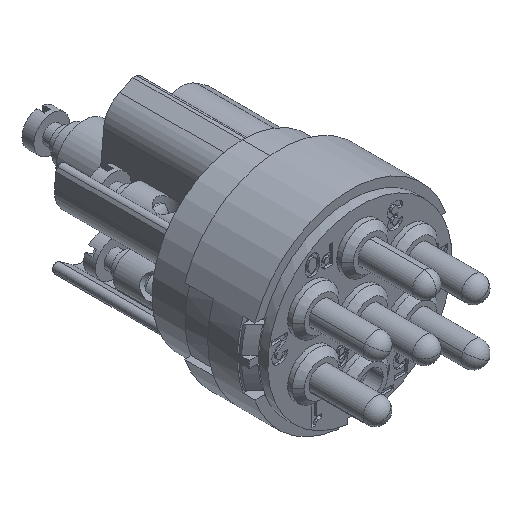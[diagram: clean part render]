
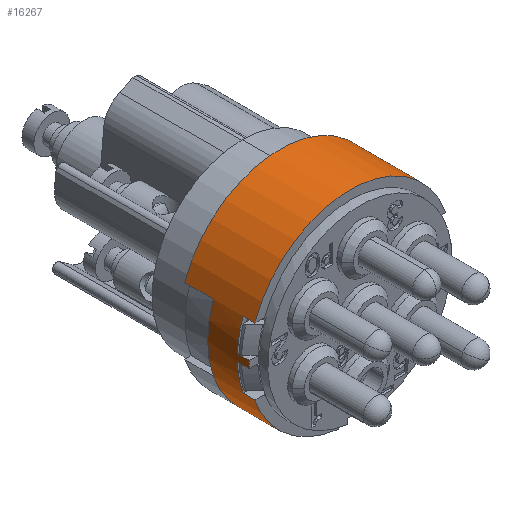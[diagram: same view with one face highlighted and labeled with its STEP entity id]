
A CAD part, isometric view. The second image highlights one B-rep face of the part: STEP entity #16267.
In plain terms, the highlighted cylindrical face has radius 8.5 mm (diameter 17 mm), a partial arc.
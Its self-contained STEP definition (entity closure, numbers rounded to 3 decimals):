
#1320=CARTESIAN_POINT('',(0.,-2.8,0.));
#1321=DIRECTION('',(0.,1.,0.));
#1322=DIRECTION('',(-0.944,0.,-0.329));
#1323=AXIS2_PLACEMENT_3D('',#1320,#1321,#1322);
#1325=DIRECTION('',(0.,-1.,0.));
#1326=VECTOR('',#1325,2.4);
#1327=CARTESIAN_POINT('',(-8.026,-0.4,2.8));
#1328=LINE('',#1327,#1326);
#1329=CARTESIAN_POINT('',(0.,-0.4,0.));
#1330=DIRECTION('',(0.,1.,0.));
#1331=DIRECTION('',(-0.944,0.,0.329));
#1332=AXIS2_PLACEMENT_3D('',#1329,#1330,#1331);
#1334=DIRECTION('',(0.,-1.,0.));
#1335=VECTOR('',#1334,2.4);
#1336=CARTESIAN_POINT('',(8.026,-0.4,2.8));
#1337=LINE('',#1336,#1335);
#1338=CARTESIAN_POINT('',(0.,-2.8,0.));
#1339=DIRECTION('',(0.,1.,0.));
#1340=DIRECTION('',(0.944,0.,0.329));
#1341=AXIS2_PLACEMENT_3D('',#1338,#1339,#1340);
#1343=CARTESIAN_POINT('',(0.,-2.8,0.));
#1344=DIRECTION('',(0.,-1.,0.));
#1345=DIRECTION('',(0.121,0.,-0.993));
#1346=AXIS2_PLACEMENT_3D('',#1343,#1344,#1345);
#1348=DIRECTION('',(0.,-1.,0.));
#1349=VECTOR('',#1348,3.5);
#1350=CARTESIAN_POINT('',(1.025,-2.8,-8.438));
#1351=LINE('',#1350,#1349);
#1352=CARTESIAN_POINT('',(0.,-6.3,0.));
#1353=DIRECTION('',(0.,-1.,0.));
#1354=DIRECTION('',(0.121,0.,-0.993));
#1355=AXIS2_PLACEMENT_3D('',#1352,#1353,#1354);
#1357=DIRECTION('',(0.,-1.,0.));
#1358=VECTOR('',#1357,1.);
#1359=CARTESIAN_POINT('',(8.026,-5.3,-2.8));
#1360=LINE('',#1359,#1358);
#1361=CARTESIAN_POINT('',(0.,-5.3,0.));
#1362=DIRECTION('',(0.,-1.,0.));
#1363=DIRECTION('',(0.944,0.,-0.329));
#1364=AXIS2_PLACEMENT_3D('',#1361,#1362,#1363);
#1366=DIRECTION('',(0.,1.,0.));
#1367=VECTOR('',#1366,1.);
#1368=CARTESIAN_POINT('',(8.495,-6.3,-0.3));
#1369=LINE('',#1368,#1367);
#1370=CARTESIAN_POINT('',(0.,-5.3,0.));
#1371=DIRECTION('',(0.,-1.,0.));
#1372=DIRECTION('',(0.999,0.,0.035));
#1373=AXIS2_PLACEMENT_3D('',#1370,#1371,#1372);
#1375=DIRECTION('',(0.,-1.,0.));
#1376=VECTOR('',#1375,1.);
#1377=CARTESIAN_POINT('',(8.026,-5.3,2.8));
#1378=LINE('',#1377,#1376);
#1379=CARTESIAN_POINT('',(0.,-6.3,0.));
#1380=DIRECTION('',(0.,-1.,0.));
#1381=DIRECTION('',(0.944,0.,0.329));
#1382=AXIS2_PLACEMENT_3D('',#1379,#1380,#1381);
#1384=DIRECTION('',(0.,-1.,0.));
#1385=VECTOR('',#1384,1.);
#1386=CARTESIAN_POINT('',(-8.026,-5.3,2.8));
#1387=LINE('',#1386,#1385);
#1388=CARTESIAN_POINT('',(0.,-5.3,0.));
#1389=DIRECTION('',(0.,-1.,0.));
#1390=DIRECTION('',(-0.944,0.,0.329));
#1391=AXIS2_PLACEMENT_3D('',#1388,#1389,#1390);
#1393=DIRECTION('',(0.,1.,0.));
#1394=VECTOR('',#1393,1.);
#1395=CARTESIAN_POINT('',(-8.495,-6.3,-0.3));
#1396=LINE('',#1395,#1394);
#1397=CARTESIAN_POINT('',(0.,-5.3,0.));
#1398=DIRECTION('',(0.,-1.,0.));
#1399=DIRECTION('',(-0.999,0.,-0.035));
#1400=AXIS2_PLACEMENT_3D('',#1397,#1398,#1399);
#1402=DIRECTION('',(0.,-1.,0.));
#1403=VECTOR('',#1402,1.);
#1404=CARTESIAN_POINT('',(-8.026,-5.3,-2.8));
#1405=LINE('',#1404,#1403);
#1406=CARTESIAN_POINT('',(0.,-6.3,0.));
#1407=DIRECTION('',(0.,-1.,0.));
#1408=DIRECTION('',(-0.944,0.,-0.329));
#1409=AXIS2_PLACEMENT_3D('',#1406,#1407,#1408);
#1411=DIRECTION('',(0.,-1.,0.));
#1412=VECTOR('',#1411,3.5);
#1413=CARTESIAN_POINT('',(-1.025,-2.8,-8.438));
#1414=LINE('',#1413,#1412);
#1415=CARTESIAN_POINT('',(0.,-2.8,0.));
#1416=DIRECTION('',(0.,-1.,0.));
#1417=DIRECTION('',(-0.944,0.,-0.329));
#1418=AXIS2_PLACEMENT_3D('',#1415,#1416,#1417);
#1721=CARTESIAN_POINT('',(0.,-6.3,0.));
#1722=DIRECTION('',(0.,1.,0.));
#1723=DIRECTION('',(-0.999,0.,-0.035));
#1724=AXIS2_PLACEMENT_3D('',#1721,#1722,#1723);
#1726=DIRECTION('',(0.,1.,0.));
#1727=VECTOR('',#1726,1.);
#1728=CARTESIAN_POINT('',(-8.495,-6.3,0.3));
#1729=LINE('',#1728,#1727);
#10189=DIRECTION('',(0.,1.,0.));
#10190=VECTOR('',#10189,1.);
#10191=CARTESIAN_POINT('',(8.495,-6.3,0.3));
#10192=LINE('',#10191,#10190);
#10209=CARTESIAN_POINT('',(0.,-6.3,0.));
#10210=DIRECTION('',(0.,-1.,0.));
#10211=DIRECTION('',(0.999,0.,-0.035));
#10212=AXIS2_PLACEMENT_3D('',#10209,#10210,#10211);
#13044=CARTESIAN_POINT('',(-1.025,-6.3,-8.438));
#13046=VERTEX_POINT('',#13044);
#13047=CARTESIAN_POINT('',(1.025,-6.3,-8.438));
#13048=VERTEX_POINT('',#13047);
#13589=CARTESIAN_POINT('',(8.026,-5.3,-2.8));
#13590=CARTESIAN_POINT('',(8.026,-6.3,-2.8));
#13591=VERTEX_POINT('',#13589);
#13592=VERTEX_POINT('',#13590);
#13593=CARTESIAN_POINT('',(8.026,-5.3,2.8));
#13594=CARTESIAN_POINT('',(8.026,-6.3,2.8));
#13595=VERTEX_POINT('',#13593);
#13596=VERTEX_POINT('',#13594);
#13611=CARTESIAN_POINT('',(8.495,-5.3,-0.3));
#13612=VERTEX_POINT('',#13611);
#13613=CARTESIAN_POINT('',(8.495,-5.3,0.3));
#13614=VERTEX_POINT('',#13613);
#13615=CARTESIAN_POINT('',(8.495,-6.3,-0.3));
#13616=CARTESIAN_POINT('',(8.495,-6.3,0.3));
#13617=VERTEX_POINT('',#13615);
#13618=VERTEX_POINT('',#13616);
#13671=CARTESIAN_POINT('',(-8.026,-5.3,-2.8));
#13672=CARTESIAN_POINT('',(-8.026,-6.3,-2.8));
#13673=VERTEX_POINT('',#13671);
#13674=VERTEX_POINT('',#13672);
#13675=CARTESIAN_POINT('',(-8.026,-5.3,2.8));
#13676=CARTESIAN_POINT('',(-8.026,-6.3,2.8));
#13677=VERTEX_POINT('',#13675);
#13678=VERTEX_POINT('',#13676);
#13687=CARTESIAN_POINT('',(-8.495,-5.3,0.3));
#13688=VERTEX_POINT('',#13687);
#13689=CARTESIAN_POINT('',(-8.495,-5.3,-0.3));
#13690=VERTEX_POINT('',#13689);
#13699=CARTESIAN_POINT('',(-8.495,-6.3,-0.3));
#13700=CARTESIAN_POINT('',(-8.495,-6.3,0.3));
#13701=VERTEX_POINT('',#13699);
#13702=VERTEX_POINT('',#13700);
#14542=CARTESIAN_POINT('',(8.026,-0.4,2.8));
#14544=VERTEX_POINT('',#14542);
#14606=CARTESIAN_POINT('',(-8.026,-0.4,2.8));
#14608=VERTEX_POINT('',#14606);
#14718=CARTESIAN_POINT('',(-8.026,-2.8,-2.8));
#14719=CARTESIAN_POINT('',(-1.025,-2.8,-8.438));
#14720=VERTEX_POINT('',#14718);
#14721=VERTEX_POINT('',#14719);
#14722=CARTESIAN_POINT('',(1.025,-2.8,-8.438));
#14723=CARTESIAN_POINT('',(8.026,-2.8,-2.8));
#14724=VERTEX_POINT('',#14722);
#14725=VERTEX_POINT('',#14723);
#14762=CARTESIAN_POINT('',(8.026,-2.8,2.8));
#14763=VERTEX_POINT('',#14762);
#14772=CARTESIAN_POINT('',(-8.026,-2.8,2.8));
#14773=VERTEX_POINT('',#14772);
#16211=CARTESIAN_POINT('',(0.,-2.585,0.));
#16212=DIRECTION('',(0.,-1.,0.));
#16213=DIRECTION('',(0.,0.,1.));
#16214=AXIS2_PLACEMENT_3D('',#16211,#16212,#16213);
#16215=CYLINDRICAL_SURFACE('',#16214,8.5);
#16216=ORIENTED_EDGE('',*,*,#16160,.T.);
#16217=ORIENTED_EDGE('',*,*,#16206,.F.);
#16218=ORIENTED_EDGE('',*,*,#16115,.T.);
#16220=ORIENTED_EDGE('',*,*,#16219,.T.);
#16222=ORIENTED_EDGE('',*,*,#16221,.T.);
#16224=ORIENTED_EDGE('',*,*,#16223,.F.);
#16226=ORIENTED_EDGE('',*,*,#16225,.T.);
#16228=ORIENTED_EDGE('',*,*,#16227,.T.);
#16230=ORIENTED_EDGE('',*,*,#16229,.F.);
#16232=ORIENTED_EDGE('',*,*,#16231,.T.);
#16234=ORIENTED_EDGE('',*,*,#16233,.F.);
#16236=ORIENTED_EDGE('',*,*,#16235,.T.);
#16238=ORIENTED_EDGE('',*,*,#16237,.T.);
#16240=ORIENTED_EDGE('',*,*,#16239,.T.);
#16242=ORIENTED_EDGE('',*,*,#16241,.T.);
#16244=ORIENTED_EDGE('',*,*,#16243,.T.);
#16246=ORIENTED_EDGE('',*,*,#16245,.F.);
#16248=ORIENTED_EDGE('',*,*,#16247,.T.);
#16250=ORIENTED_EDGE('',*,*,#16249,.F.);
#16252=ORIENTED_EDGE('',*,*,#16251,.F.);
#16254=ORIENTED_EDGE('',*,*,#16253,.T.);
#16256=ORIENTED_EDGE('',*,*,#16255,.T.);
#16258=ORIENTED_EDGE('',*,*,#16257,.T.);
#16260=ORIENTED_EDGE('',*,*,#16259,.T.);
#16262=ORIENTED_EDGE('',*,*,#16261,.F.);
#16264=ORIENTED_EDGE('',*,*,#16263,.F.);
#16265=EDGE_LOOP('',(#16216,#16217,#16218,#16220,#16222,#16224,#16226,#16228,
#16230,#16232,#16234,#16236,#16238,#16240,#16242,#16244,#16246,#16248,#16250,
#16252,#16254,#16256,#16258,#16260,#16262,#16264));
#16266=FACE_OUTER_BOUND('',#16265,.F.);
#16267=ADVANCED_FACE('',(#16266),#16215,.T.);
#1324=CIRCLE('',#1323,8.5);
#1333=CIRCLE('',#1332,8.5);
#1342=CIRCLE('',#1341,8.5);
#1347=CIRCLE('',#1346,8.5);
#1356=CIRCLE('',#1355,8.5);
#1365=CIRCLE('',#1364,8.5);
#1374=CIRCLE('',#1373,8.5);
#1383=CIRCLE('',#1382,8.5);
#1392=CIRCLE('',#1391,8.5);
#1401=CIRCLE('',#1400,8.5);
#1410=CIRCLE('',#1409,8.5);
#1419=CIRCLE('',#1418,8.5);
#1725=CIRCLE('',#1724,8.5);
#10213=CIRCLE('',#10212,8.5);
#16115=EDGE_CURVE('',#14608,#14544,#1333,.T.);
#16160=EDGE_CURVE('',#14720,#14773,#1324,.T.);
#16206=EDGE_CURVE('',#14608,#14773,#1328,.T.);
#16219=EDGE_CURVE('',#14544,#14763,#1337,.T.);
#16221=EDGE_CURVE('',#14763,#14725,#1342,.T.);
#16223=EDGE_CURVE('',#14724,#14725,#1347,.T.);
#16225=EDGE_CURVE('',#14724,#13048,#1351,.T.);
#16227=EDGE_CURVE('',#13048,#13592,#1356,.T.);
#16229=EDGE_CURVE('',#13591,#13592,#1360,.T.);
#16231=EDGE_CURVE('',#13591,#13612,#1365,.T.);
#16233=EDGE_CURVE('',#13617,#13612,#1369,.T.);
#16235=EDGE_CURVE('',#13617,#13618,#10213,.T.);
#16237=EDGE_CURVE('',#13618,#13614,#10192,.T.);
#16239=EDGE_CURVE('',#13614,#13595,#1374,.T.);
#16241=EDGE_CURVE('',#13595,#13596,#1378,.T.);
#16243=EDGE_CURVE('',#13596,#13678,#1383,.T.);
#16245=EDGE_CURVE('',#13677,#13678,#1387,.T.);
#16247=EDGE_CURVE('',#13677,#13688,#1392,.T.);
#16249=EDGE_CURVE('',#13702,#13688,#1729,.T.);
#16251=EDGE_CURVE('',#13701,#13702,#1725,.T.);
#16253=EDGE_CURVE('',#13701,#13690,#1396,.T.);
#16255=EDGE_CURVE('',#13690,#13673,#1401,.T.);
#16257=EDGE_CURVE('',#13673,#13674,#1405,.T.);
#16259=EDGE_CURVE('',#13674,#13046,#1410,.T.);
#16261=EDGE_CURVE('',#14721,#13046,#1414,.T.);
#16263=EDGE_CURVE('',#14720,#14721,#1419,.T.);
